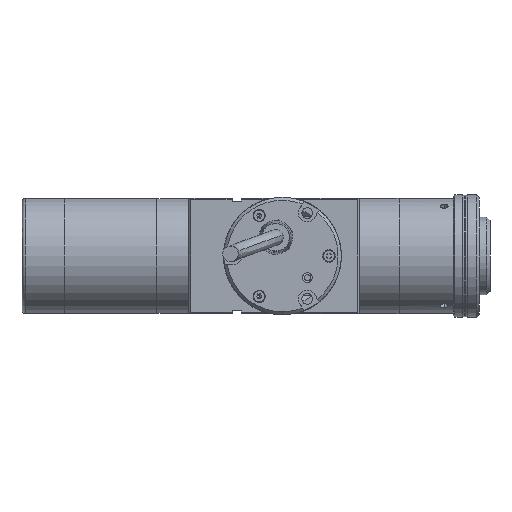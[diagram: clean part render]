
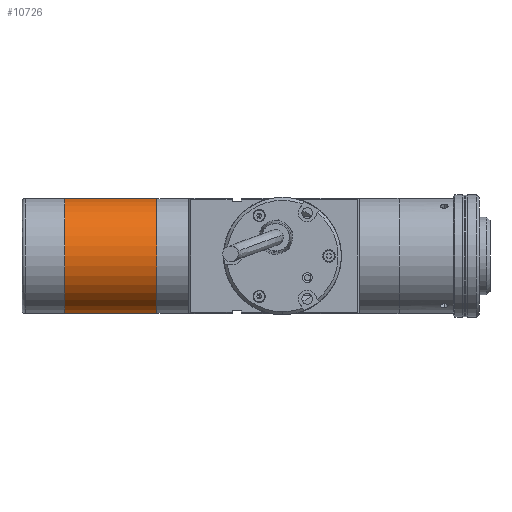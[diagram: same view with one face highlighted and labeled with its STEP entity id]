
A CAD part, front view. The second image highlights one B-rep face of the part: STEP entity #10726.
In plain terms, the highlighted cylindrical face has radius 18.85 mm (diameter 37.7 mm), a partial arc.
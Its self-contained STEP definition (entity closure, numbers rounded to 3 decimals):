
#1044 = DIRECTION ( 'NONE',  ( 0., 0., 1. ) ) ;
#1062 = EDGE_CURVE ( 'NONE', #13195, #1336, #6018, .T. ) ;
#1336 = VERTEX_POINT ( 'NONE', #9417 ) ;
#1461 = DIRECTION ( 'NONE',  ( -1., 0., 0. ) ) ;
#1505 = CYLINDRICAL_SURFACE ( 'NONE', #4362, 18.85 ) ;
#1682 = VERTEX_POINT ( 'NONE', #6333 ) ;
#2046 = EDGE_CURVE ( 'NONE', #5444, #1336, #5798, .T. ) ;
#2106 = DIRECTION ( 'NONE',  ( -1., 0., 0. ) ) ;
#2145 = CARTESIAN_POINT ( 'NONE',  ( 2.1, 0., 0. ) ) ;
#2410 = ORIENTED_EDGE ( 'NONE', *, *, #1062, .T. ) ;
#2675 = EDGE_CURVE ( 'NONE', #1682, #5444, #3482, .T. ) ;
#2753 = DIRECTION ( 'NONE',  ( -1., 0., 0. ) ) ;
#2755 = CARTESIAN_POINT ( 'NONE',  ( 146.44, 0., -18.85 ) ) ;
#3375 = ORIENTED_EDGE ( 'NONE', *, *, #5765, .T. ) ;
#3482 = LINE ( 'NONE', #14047, #6533 ) ;
#4208 = AXIS2_PLACEMENT_3D ( 'NONE', #9007, #2106, #10186 ) ;
#4362 = AXIS2_PLACEMENT_3D ( 'NONE', #2145, #13583, #1044 ) ;
#5444 = VERTEX_POINT ( 'NONE', #2755 ) ;
#5765 = EDGE_CURVE ( 'NONE', #1682, #13195, #6509, .T. ) ;
#5798 = CIRCLE ( 'NONE', #4208, 18.85 ) ;
#5840 = EDGE_LOOP ( 'NONE', ( #13025, #3375, #2410, #7673 ) ) ;
#6015 = FACE_OUTER_BOUND ( 'NONE', #5840, .T. ) ;
#6018 = LINE ( 'NONE', #9302, #11765 ) ;
#6333 = CARTESIAN_POINT ( 'NONE',  ( 176.634, 0., -18.85 ) ) ;
#6496 = AXIS2_PLACEMENT_3D ( 'NONE', #9702, #2753, #10823 ) ;
#6509 = CIRCLE ( 'NONE', #6496, 18.85 ) ;
#6533 = VECTOR ( 'NONE', #1461, 1000. ) ;
#7673 = ORIENTED_EDGE ( 'NONE', *, *, #2046, .F. ) ;
#8154 = DIRECTION ( 'NONE',  ( -1., 0., 0. ) ) ;
#9007 = CARTESIAN_POINT ( 'NONE',  ( 146.44, 0., 0. ) ) ;
#9302 = CARTESIAN_POINT ( 'NONE',  ( 2.1, 0., 18.85 ) ) ;
#9417 = CARTESIAN_POINT ( 'NONE',  ( 146.44, 0., 18.85 ) ) ;
#9702 = CARTESIAN_POINT ( 'NONE',  ( 176.634, 0., 0. ) ) ;
#10186 = DIRECTION ( 'NONE',  ( 0., 0., 1. ) ) ;
#10726 = ADVANCED_FACE ( 'NONE', ( #6015 ), #1505, .T. ) ;
#10823 = DIRECTION ( 'NONE',  ( 0., 0., 1. ) ) ;
#11593 = CARTESIAN_POINT ( 'NONE',  ( 176.634, 0., 18.85 ) ) ;
#11765 = VECTOR ( 'NONE', #8154, 1000. ) ;
#13025 = ORIENTED_EDGE ( 'NONE', *, *, #2675, .F. ) ;
#13195 = VERTEX_POINT ( 'NONE', #11593 ) ;
#13583 = DIRECTION ( 'NONE',  ( -1., 0., 0. ) ) ;
#14047 = CARTESIAN_POINT ( 'NONE',  ( 2.1, 0., -18.85 ) ) ;
